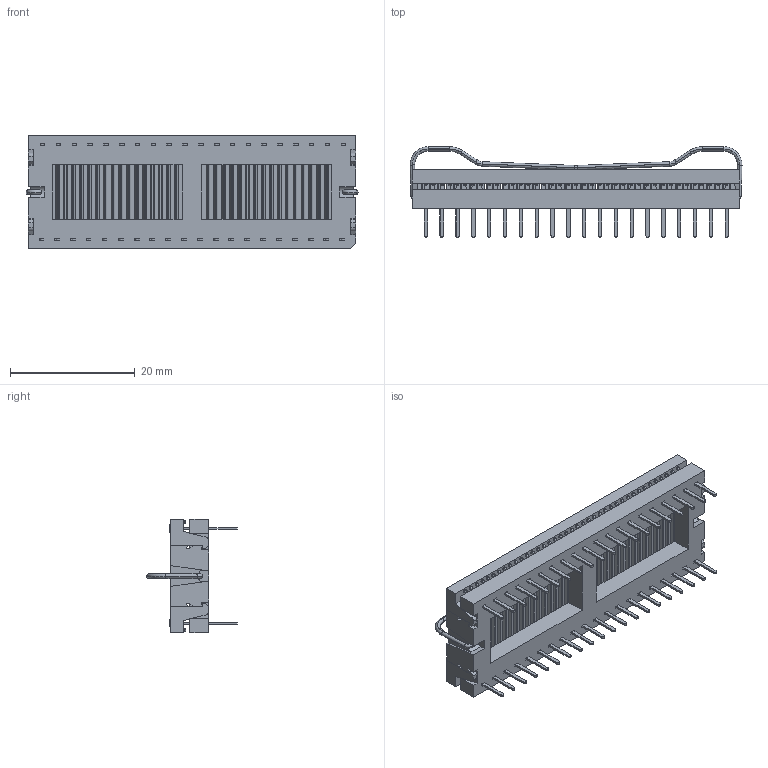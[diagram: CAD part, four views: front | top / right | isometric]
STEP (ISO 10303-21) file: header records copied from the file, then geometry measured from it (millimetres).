
FILE_DESCRIPTION(/* description */ (''),/* implementation_level */ '2;1');
FILE_NAME(/* name */ 'CWR-130-40 3D Model.stp',/* time_stamp */ '2023-12-11T13:40:58-05:00',/* author */ ('dwiltbank'),/* organization */ (''),/* preprocessor_version */ 'ST-DEVELOPER v19.2',/* originating_system */ 'Autodesk Inventor 2024',/* authorisation */ '');
FILE_SCHEMA (('AUTOMOTIVE_DESIGN { 1 0 10303 214 3 1 1 }'));
Products named in the file (1): CWR-130-40_Simplify_1
Bounding box: 53.28 x 14.53 x 18.29 mm (x, y, z)
Volume: 3395.2 mm3; surface area: 6830.3 mm2
Topology: 1 solids, 1 shells, 3289 faces, 9801 edges, 6496 vertices
Faces by surface type: plane 2111, bspline 755, cylinder 309, sphere 78, torus 36
Full cylindrical faces by diameter (mm): 0.508 x78
Entity records: 117014 total; most frequent: CARTESIAN_POINT 29756, ORIENTED_EDGE 19446, DIRECTION 14007, EDGE_CURVE 9723, LINE 7361, VECTOR 7361, VERTEX_POINT 6496, EDGE_LOOP 3611
